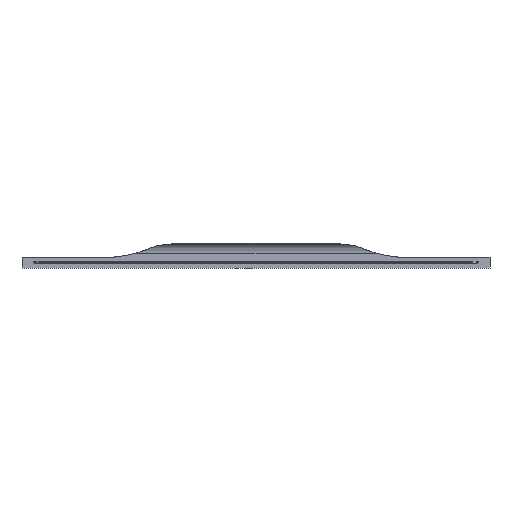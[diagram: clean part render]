
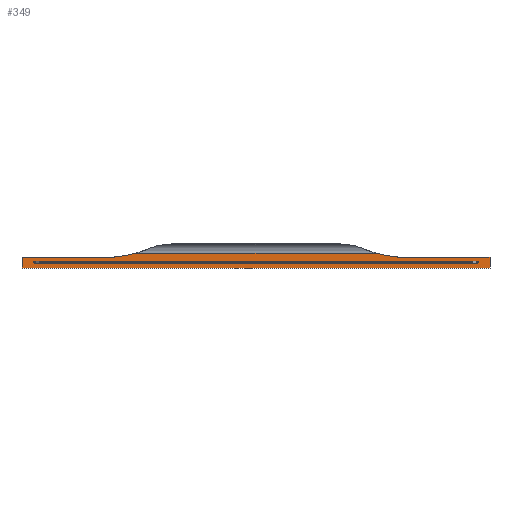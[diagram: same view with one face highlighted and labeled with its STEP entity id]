
A CAD part, front view. The second image highlights one B-rep face of the part: STEP entity #349.
In plain terms, the highlighted planar face has unit normal (0, -1, 0).
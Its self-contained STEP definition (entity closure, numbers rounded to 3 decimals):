
#33 = DIRECTION ( 'NONE',  ( -1., 0., 0. ) ) ;
#38 = DIRECTION ( 'NONE',  ( 0., 1., 0. ) ) ;
#40 = CARTESIAN_POINT ( 'NONE',  ( -257.9, 10., 207.75 ) ) ;
#71 = EDGE_CURVE ( 'NONE', #205, #1819, #241, .T. ) ;
#85 = VECTOR ( 'NONE', #247, 1000. ) ;
#125 = VERTEX_POINT ( 'NONE', #871 ) ;
#181 = DIRECTION ( 'NONE',  ( -1., 0., 0. ) ) ;
#205 = VERTEX_POINT ( 'NONE', #409 ) ;
#221 = DIRECTION ( 'NONE',  ( 0., 0., -1. ) ) ;
#237 = VECTOR ( 'NONE', #1461, 1000. ) ;
#241 = LINE ( 'NONE', #538, #237 ) ;
#247 = DIRECTION ( 'NONE',  ( 0., 0., -1. ) ) ;
#289 = EDGE_CURVE ( 'NONE', #1303, #205, #1736, .T. ) ;
#300 = DIRECTION ( 'NONE',  ( 0., 0., -1. ) ) ;
#315 = CARTESIAN_POINT ( 'NONE',  ( -257.9, 10., 7.75 ) ) ;
#337 = CARTESIAN_POINT ( 'NONE',  ( 378., 10., 5. ) ) ;
#349 = ADVANCED_FACE ( 'NONE', ( #490, #353 ), #1899, .F. ) ;
#353 = FACE_OUTER_BOUND ( 'NONE', #1133, .T. ) ;
#357 = LINE ( 'NONE', #962, #1159 ) ;
#366 = CARTESIAN_POINT ( 'NONE',  ( -378., 10., 5. ) ) ;
#369 = VERTEX_POINT ( 'NONE', #1244 ) ;
#409 = CARTESIAN_POINT ( 'NONE',  ( 378., 10., -0.7 ) ) ;
#419 = ORIENTED_EDGE ( 'NONE', *, *, #71, .T. ) ;
#440 = EDGE_CURVE ( 'NONE', #1760, #1819, #837, .T. ) ;
#450 = CARTESIAN_POINT ( 'NONE',  ( 398., 10., 7.75 ) ) ;
#467 = CARTESIAN_POINT ( 'NONE',  ( 378., 10., 0.7 ) ) ;
#481 = CARTESIAN_POINT ( 'NONE',  ( -378., 10., -0.7 ) ) ;
#490 = FACE_BOUND ( 'NONE', #1872, .T. ) ;
#523 = VERTEX_POINT ( 'NONE', #536 ) ;
#536 = CARTESIAN_POINT ( 'NONE',  ( -398., 10., -10.25 ) ) ;
#538 = CARTESIAN_POINT ( 'NONE',  ( 398., 10., -0.7 ) ) ;
#556 = ORIENTED_EDGE ( 'NONE', *, *, #847, .F. ) ;
#576 = VECTOR ( 'NONE', #221, 1000. ) ;
#614 = VECTOR ( 'NONE', #181, 1000. ) ;
#642 = EDGE_CURVE ( 'NONE', #369, #523, #716, .T. ) ;
#652 = ORIENTED_EDGE ( 'NONE', *, *, #1012, .F. ) ;
#655 = EDGE_CURVE ( 'NONE', #1342, #369, #1335, .T. ) ;
#671 = DIRECTION ( 'NONE',  ( 0., 1., 0. ) ) ;
#672 = AXIS2_PLACEMENT_3D ( 'NONE', #1694, #757, #1671 ) ;
#676 = CARTESIAN_POINT ( 'NONE',  ( 398., 10., 7.75 ) ) ;
#679 = CARTESIAN_POINT ( 'NONE',  ( 398., 10., -0.7 ) ) ;
#716 = LINE ( 'NONE', #895, #1565 ) ;
#757 = DIRECTION ( 'NONE',  ( 0., -1., 0. ) ) ;
#787 = CARTESIAN_POINT ( 'NONE',  ( 398., 10., 0.7 ) ) ;
#790 = LINE ( 'NONE', #676, #1727 ) ;
#837 = LINE ( 'NONE', #366, #1052 ) ;
#847 = EDGE_CURVE ( 'NONE', #1168, #1346, #790, .T. ) ;
#871 = CARTESIAN_POINT ( 'NONE',  ( 206.192, 10., 14.55 ) ) ;
#873 = AXIS2_PLACEMENT_3D ( 'NONE', #40, #671, #1264 ) ;
#874 = CARTESIAN_POINT ( 'NONE',  ( 257.9, 10., 7.75 ) ) ;
#891 = CARTESIAN_POINT ( 'NONE',  ( 398., 10., 14.55 ) ) ;
#895 = CARTESIAN_POINT ( 'NONE',  ( -398., 10., 0.7 ) ) ;
#901 = CARTESIAN_POINT ( 'NONE',  ( 398., 10., 7.75 ) ) ;
#962 = CARTESIAN_POINT ( 'NONE',  ( 398., 10., -10.25 ) ) ;
#1012 = EDGE_CURVE ( 'NONE', #1346, #1970, #1607, .T. ) ;
#1052 = VECTOR ( 'NONE', #1449, 1000. ) ;
#1101 = CARTESIAN_POINT ( 'NONE',  ( 398., 10., -0.7 ) ) ;
#1112 = VECTOR ( 'NONE', #1638, 1000. ) ;
#1131 = DIRECTION ( 'NONE',  ( 0., 0., 1. ) ) ;
#1133 = EDGE_LOOP ( 'NONE', ( #1917, #1920, #1527, #1315, #1557, #652, #556, #1850 ) ) ;
#1159 = VECTOR ( 'NONE', #33, 1000. ) ;
#1168 = VERTEX_POINT ( 'NONE', #874 ) ;
#1244 = CARTESIAN_POINT ( 'NONE',  ( -398., 10., 7.75 ) ) ;
#1246 = LINE ( 'NONE', #787, #614 ) ;
#1264 = DIRECTION ( 'NONE',  ( 0., 0., 1. ) ) ;
#1277 = CARTESIAN_POINT ( 'NONE',  ( 398., 10., -10.25 ) ) ;
#1303 = VERTEX_POINT ( 'NONE', #467 ) ;
#1315 = ORIENTED_EDGE ( 'NONE', *, *, #642, .T. ) ;
#1335 = LINE ( 'NONE', #450, #1112 ) ;
#1340 = CARTESIAN_POINT ( 'NONE',  ( -206.192, 10., 14.55 ) ) ;
#1342 = VERTEX_POINT ( 'NONE', #315 ) ;
#1346 = VERTEX_POINT ( 'NONE', #901 ) ;
#1354 = ORIENTED_EDGE ( 'NONE', *, *, #289, .T. ) ;
#1417 = EDGE_CURVE ( 'NONE', #2000, #1342, #1478, .T. ) ;
#1444 = EDGE_CURVE ( 'NONE', #1970, #523, #357, .T. ) ;
#1449 = DIRECTION ( 'NONE',  ( 0., 0., -1. ) ) ;
#1461 = DIRECTION ( 'NONE',  ( -1., 0., 0. ) ) ;
#1478 = CIRCLE ( 'NONE', #873, 200. ) ;
#1527 = ORIENTED_EDGE ( 'NONE', *, *, #655, .T. ) ;
#1550 = ORIENTED_EDGE ( 'NONE', *, *, #1753, .F. ) ;
#1557 = ORIENTED_EDGE ( 'NONE', *, *, #1444, .F. ) ;
#1565 = VECTOR ( 'NONE', #300, 1000. ) ;
#1575 = EDGE_CURVE ( 'NONE', #125, #2000, #1654, .T. ) ;
#1600 = AXIS2_PLACEMENT_3D ( 'NONE', #1101, #38, #1131 ) ;
#1607 = LINE ( 'NONE', #679, #85 ) ;
#1638 = DIRECTION ( 'NONE',  ( -1., 0., 0. ) ) ;
#1654 = LINE ( 'NONE', #891, #1673 ) ;
#1657 = EDGE_CURVE ( 'NONE', #125, #1168, #1898, .T. ) ;
#1671 = DIRECTION ( 'NONE',  ( 0., 0., 1. ) ) ;
#1673 = VECTOR ( 'NONE', #1763, 1000. ) ;
#1694 = CARTESIAN_POINT ( 'NONE',  ( 257.9, 10., 207.75 ) ) ;
#1727 = VECTOR ( 'NONE', #1896, 1000. ) ;
#1736 = LINE ( 'NONE', #337, #576 ) ;
#1753 = EDGE_CURVE ( 'NONE', #1303, #1760, #1246, .T. ) ;
#1760 = VERTEX_POINT ( 'NONE', #1986 ) ;
#1763 = DIRECTION ( 'NONE',  ( -1., 0., 0. ) ) ;
#1819 = VERTEX_POINT ( 'NONE', #481 ) ;
#1850 = ORIENTED_EDGE ( 'NONE', *, *, #1657, .F. ) ;
#1872 = EDGE_LOOP ( 'NONE', ( #1550, #1354, #419, #1999 ) ) ;
#1896 = DIRECTION ( 'NONE',  ( 1., 0., 0. ) ) ;
#1898 = CIRCLE ( 'NONE', #672, 200. ) ;
#1899 = PLANE ( 'NONE',  #1600 ) ;
#1917 = ORIENTED_EDGE ( 'NONE', *, *, #1575, .T. ) ;
#1920 = ORIENTED_EDGE ( 'NONE', *, *, #1417, .T. ) ;
#1970 = VERTEX_POINT ( 'NONE', #1277 ) ;
#1986 = CARTESIAN_POINT ( 'NONE',  ( -378., 10., 0.7 ) ) ;
#1999 = ORIENTED_EDGE ( 'NONE', *, *, #440, .F. ) ;
#2000 = VERTEX_POINT ( 'NONE', #1340 ) ;
